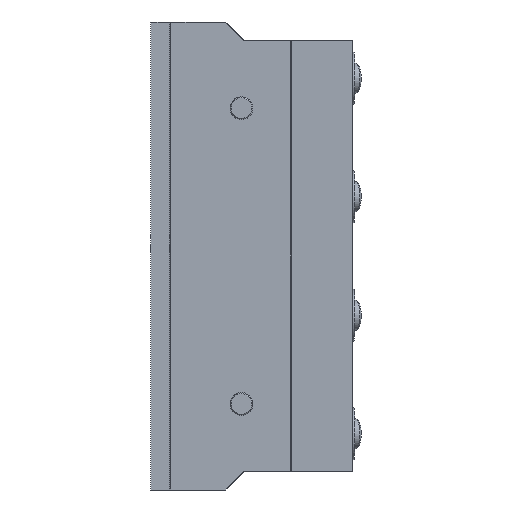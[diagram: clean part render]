
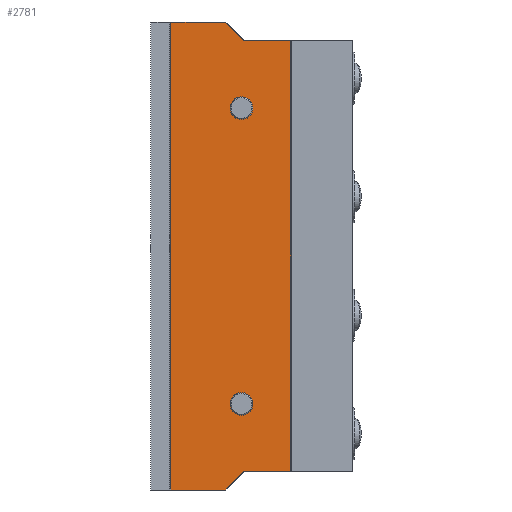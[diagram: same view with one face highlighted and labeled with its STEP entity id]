
A CAD part, left-side view. The second image highlights one B-rep face of the part: STEP entity #2781.
In plain terms, the highlighted planar face has unit normal (-1, 0, 0).
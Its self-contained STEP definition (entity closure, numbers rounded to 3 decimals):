
#745=PLANE('',#8304);
#1104=LINE('',#11416,#1952);
#1105=LINE('',#11419,#1953);
#1106=LINE('',#11421,#1954);
#1107=LINE('',#11423,#1955);
#1108=LINE('',#11425,#1956);
#1109=LINE('',#11427,#1957);
#1110=LINE('',#11429,#1958);
#1111=LINE('',#11431,#1959);
#1952=VECTOR('',#9176,1.);
#1953=VECTOR('',#9177,1.);
#1954=VECTOR('',#9178,1.);
#1955=VECTOR('',#9179,1.);
#1956=VECTOR('',#9180,1.);
#1957=VECTOR('',#9181,1.);
#1958=VECTOR('',#9182,1.);
#1959=VECTOR('',#9183,1.);
#2781=ADVANCED_FACE('',(#3242,#3243,#3244),#745,.T.);
#3242=FACE_BOUND('',#3427,.T.);
#3243=FACE_BOUND('',#3428,.T.);
#3244=FACE_BOUND('',#3429,.T.);
#3427=EDGE_LOOP('',(#4071));
#3428=EDGE_LOOP('',(#4072,#4073,#4074,#4075,#4076,#4077,#4078,#4079));
#3429=EDGE_LOOP('',(#4080));
#4071=ORIENTED_EDGE('',*,*,#7002,.T.);
#4072=ORIENTED_EDGE('',*,*,#7003,.F.);
#4073=ORIENTED_EDGE('',*,*,#7004,.F.);
#4074=ORIENTED_EDGE('',*,*,#7005,.T.);
#4075=ORIENTED_EDGE('',*,*,#7006,.F.);
#4076=ORIENTED_EDGE('',*,*,#7007,.F.);
#4077=ORIENTED_EDGE('',*,*,#7008,.T.);
#4078=ORIENTED_EDGE('',*,*,#7009,.F.);
#4079=ORIENTED_EDGE('',*,*,#7010,.F.);
#4080=ORIENTED_EDGE('',*,*,#7011,.T.);
#6194=VERTEX_POINT('',#11415);
#6195=VERTEX_POINT('',#11417);
#6196=VERTEX_POINT('',#11418);
#6197=VERTEX_POINT('',#11420);
#6198=VERTEX_POINT('',#11422);
#6199=VERTEX_POINT('',#11424);
#6200=VERTEX_POINT('',#11426);
#6201=VERTEX_POINT('',#11428);
#6202=VERTEX_POINT('',#11430);
#6203=VERTEX_POINT('',#11433);
#7002=EDGE_CURVE('',#6194,#6194,#8048,.T.);
#7003=EDGE_CURVE('',#6195,#6196,#1104,.T.);
#7004=EDGE_CURVE('',#6197,#6195,#1105,.T.);
#7005=EDGE_CURVE('',#6197,#6198,#1106,.T.);
#7006=EDGE_CURVE('',#6199,#6198,#1107,.T.);
#7007=EDGE_CURVE('',#6200,#6199,#1108,.T.);
#7008=EDGE_CURVE('',#6200,#6201,#1109,.T.);
#7009=EDGE_CURVE('',#6202,#6201,#1110,.T.);
#7010=EDGE_CURVE('',#6196,#6202,#1111,.T.);
#7011=EDGE_CURVE('',#6203,#6203,#8049,.T.);
#8048=CIRCLE('',#8302,3.05);
#8049=CIRCLE('',#8303,3.05);
#8302=AXIS2_PLACEMENT_3D('',#11414,#9174,#9175);
#8303=AXIS2_PLACEMENT_3D('',#11432,#9184,#9185);
#8304=AXIS2_PLACEMENT_3D('',#11434,#9186,#9187);
#9174=DIRECTION('',(1.,0.,0.));
#9175=DIRECTION('',(0.,0.,-1.));
#9176=DIRECTION('',(0.,0.707,-0.707));
#9177=DIRECTION('',(0.,1.,0.));
#9178=DIRECTION('',(0.,0.,1.));
#9179=DIRECTION('',(0.,-1.,0.));
#9180=DIRECTION('',(0.,-0.707,-0.707));
#9181=DIRECTION('',(0.,1.,0.));
#9182=DIRECTION('',(0.,0.,1.));
#9183=DIRECTION('',(0.,1.,0.));
#9184=DIRECTION('',(1.,0.,0.));
#9185=DIRECTION('',(0.,0.,-1.));
#9186=DIRECTION('',(-1.,0.,0.));
#9187=DIRECTION('',(0.,-1.,0.));
#11414=CARTESIAN_POINT('',(-32.003,-24.21,23.));
#11415=CARTESIAN_POINT('',(-32.003,-24.21,19.95));
#11416=CARTESIAN_POINT('',(-32.003,-28.63,8.75));
#11417=CARTESIAN_POINT('',(-32.003,-24.88,5.));
#11418=CARTESIAN_POINT('',(-32.003,-19.88,0.));
#11419=CARTESIAN_POINT('',(-32.003,-37.38,5.));
#11420=CARTESIAN_POINT('',(-32.003,-37.38,5.));
#11421=CARTESIAN_POINT('',(-32.003,-37.38,0.));
#11422=CARTESIAN_POINT('',(-32.003,-37.38,120.));
#11423=CARTESIAN_POINT('',(-32.003,-37.38,120.));
#11424=CARTESIAN_POINT('',(-32.003,-24.88,120.));
#11425=CARTESIAN_POINT('',(-32.003,-91.13,53.75));
#11426=CARTESIAN_POINT('',(-32.003,-19.88,125.));
#11427=CARTESIAN_POINT('',(-32.003,-37.38,125.));
#11428=CARTESIAN_POINT('',(-32.003,-5.38,125.));
#11429=CARTESIAN_POINT('',(-32.003,-5.38,0.));
#11430=CARTESIAN_POINT('',(-32.003,-5.38,0.));
#11431=CARTESIAN_POINT('',(-32.003,-37.38,0.));
#11432=CARTESIAN_POINT('',(-32.003,-24.21,102.));
#11433=CARTESIAN_POINT('',(-32.003,-24.21,98.95));
#11434=CARTESIAN_POINT('',(-32.003,-37.38,0.));
